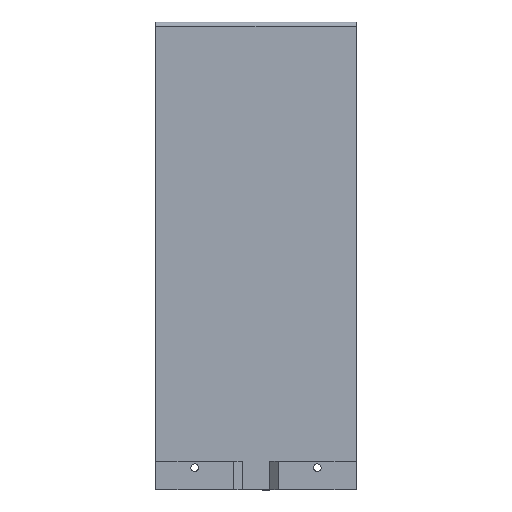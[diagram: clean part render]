
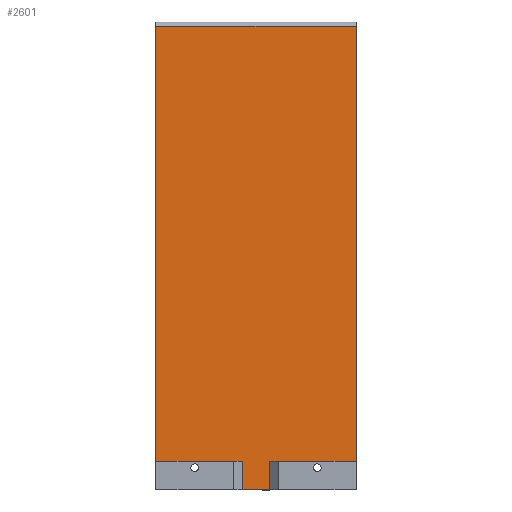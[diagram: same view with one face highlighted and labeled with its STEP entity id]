
A CAD part, front view. The second image highlights one B-rep face of the part: STEP entity #2601.
In plain terms, the highlighted planar face has unit normal (0, -1, 0).
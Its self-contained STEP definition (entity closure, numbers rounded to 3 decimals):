
#487 = EDGE_CURVE('',#488,#490,#492,.T.);
#488 = VERTEX_POINT('',#489);
#489 = CARTESIAN_POINT('',(51.1,0.,-200.));
#490 = VERTEX_POINT('',#491);
#491 = CARTESIAN_POINT('',(38.9,0.,-200.));
#492 = LINE('',#493,#494);
#493 = CARTESIAN_POINT('',(90.,0.,-200.));
#494 = VECTOR('',#495,1.);
#495 = DIRECTION('',(-1.,0.,0.));
#575 = EDGE_CURVE('',#576,#578,#580,.T.);
#576 = VERTEX_POINT('',#577);
#577 = CARTESIAN_POINT('',(90.,0.,-187.));
#578 = VERTEX_POINT('',#579);
#579 = CARTESIAN_POINT('',(90.,0.,8.));
#580 = LINE('',#581,#582);
#581 = CARTESIAN_POINT('',(90.,0.,0.));
#582 = VECTOR('',#583,1.);
#583 = DIRECTION('',(0.,0.,1.));
#2601 = ADVANCED_FACE('',(#2602),#2666,.T.);
#2602 = FACE_BOUND('',#2603,.T.);
#2603 = EDGE_LOOP('',(#2604,#2605,#2613,#2621,#2627,#2628,#2636,#2644,
    #2652,#2660));
#2604 = ORIENTED_EDGE('',*,*,#487,.F.);
#2605 = ORIENTED_EDGE('',*,*,#2606,.F.);
#2606 = EDGE_CURVE('',#2607,#488,#2609,.T.);
#2607 = VERTEX_POINT('',#2608);
#2608 = CARTESIAN_POINT('',(51.1,0.,-187.));
#2609 = LINE('',#2610,#2611);
#2610 = CARTESIAN_POINT('',(51.1,0.,-187.));
#2611 = VECTOR('',#2612,1.);
#2612 = DIRECTION('',(0.,0.,-1.));
#2613 = ORIENTED_EDGE('',*,*,#2614,.F.);
#2614 = EDGE_CURVE('',#2615,#2607,#2617,.T.);
#2615 = VERTEX_POINT('',#2616);
#2616 = CARTESIAN_POINT('',(55.,0.,-187.));
#2617 = LINE('',#2618,#2619);
#2618 = CARTESIAN_POINT('',(67.5,0.,-187.));
#2619 = VECTOR('',#2620,1.);
#2620 = DIRECTION('',(-1.,-0.,-0.));
#2621 = ORIENTED_EDGE('',*,*,#2622,.F.);
#2622 = EDGE_CURVE('',#576,#2615,#2623,.T.);
#2623 = LINE('',#2624,#2625);
#2624 = CARTESIAN_POINT('',(90.,0.,-187.));
#2625 = VECTOR('',#2626,1.);
#2626 = DIRECTION('',(-1.,0.,0.));
#2627 = ORIENTED_EDGE('',*,*,#575,.T.);
#2628 = ORIENTED_EDGE('',*,*,#2629,.F.);
#2629 = EDGE_CURVE('',#2630,#578,#2632,.T.);
#2630 = VERTEX_POINT('',#2631);
#2631 = CARTESIAN_POINT('',(0.,0.,8.));
#2632 = LINE('',#2633,#2634);
#2633 = CARTESIAN_POINT('',(0.,0.,8.));
#2634 = VECTOR('',#2635,1.);
#2635 = DIRECTION('',(1.,0.,0.));
#2636 = ORIENTED_EDGE('',*,*,#2637,.T.);
#2637 = EDGE_CURVE('',#2630,#2638,#2640,.T.);
#2638 = VERTEX_POINT('',#2639);
#2639 = CARTESIAN_POINT('',(0.,0.,-187.));
#2640 = LINE('',#2641,#2642);
#2641 = CARTESIAN_POINT('',(0.,0.,0.));
#2642 = VECTOR('',#2643,1.);
#2643 = DIRECTION('',(0.,0.,-1.));
#2644 = ORIENTED_EDGE('',*,*,#2645,.F.);
#2645 = EDGE_CURVE('',#2646,#2638,#2648,.T.);
#2646 = VERTEX_POINT('',#2647);
#2647 = CARTESIAN_POINT('',(35.,0.,-187.));
#2648 = LINE('',#2649,#2650);
#2649 = CARTESIAN_POINT('',(35.,0.,-187.));
#2650 = VECTOR('',#2651,1.);
#2651 = DIRECTION('',(-1.,0.,0.));
#2652 = ORIENTED_EDGE('',*,*,#2653,.T.);
#2653 = EDGE_CURVE('',#2646,#2654,#2656,.T.);
#2654 = VERTEX_POINT('',#2655);
#2655 = CARTESIAN_POINT('',(38.9,0.,-187.));
#2656 = LINE('',#2657,#2658);
#2657 = CARTESIAN_POINT('',(40.,0.,-187.));
#2658 = VECTOR('',#2659,1.);
#2659 = DIRECTION('',(1.,0.,0.));
#2660 = ORIENTED_EDGE('',*,*,#2661,.F.);
#2661 = EDGE_CURVE('',#490,#2654,#2662,.T.);
#2662 = LINE('',#2663,#2664);
#2663 = CARTESIAN_POINT('',(38.9,0.,-200.));
#2664 = VECTOR('',#2665,1.);
#2665 = DIRECTION('',(0.,0.,1.));
#2666 = PLANE('',#2667);
#2667 = AXIS2_PLACEMENT_3D('',#2668,#2669,#2670);
#2668 = CARTESIAN_POINT('',(45.,0.,-95.));
#2669 = DIRECTION('',(-0.,-1.,-0.));
#2670 = DIRECTION('',(0.,0.,-1.));
